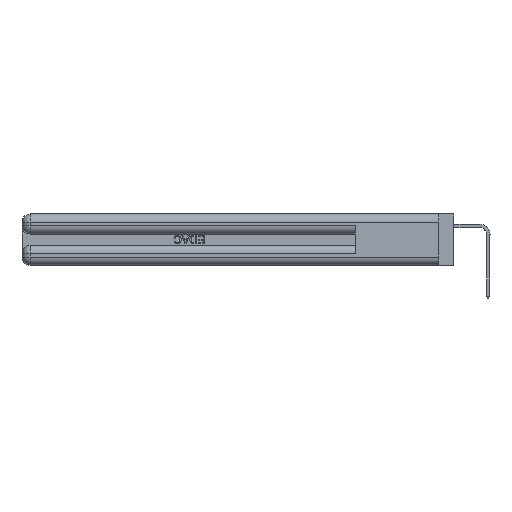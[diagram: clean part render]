
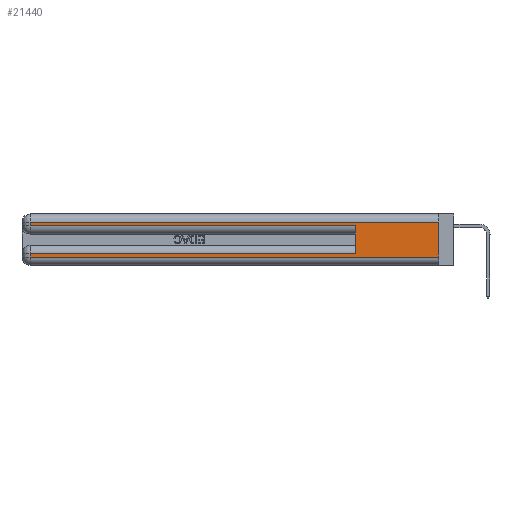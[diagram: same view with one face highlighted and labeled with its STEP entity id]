
A CAD part, left-side view. The second image highlights one B-rep face of the part: STEP entity #21440.
In plain terms, the highlighted planar face has unit normal (-1, 0, 0).
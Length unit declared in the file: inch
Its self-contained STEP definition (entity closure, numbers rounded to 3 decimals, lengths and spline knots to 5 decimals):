
#154 = VECTOR ( 'NONE', #9072, 39.37008 ) ;
#1942 = VECTOR ( 'NONE', #20141, 39.37008 ) ;
#2075 = VECTOR ( 'NONE', #5936, 39.37008 ) ;
#2125 = DIRECTION ( 'NONE',  ( 1., 0., 0. ) ) ;
#3127 = LINE ( 'NONE', #26484, #2075 ) ;
#5583 = CARTESIAN_POINT ( 'NONE',  ( 0., 0., 0.31 ) ) ;
#5762 = CARTESIAN_POINT ( 'NONE',  ( 0., 0.6, 0.285 ) ) ;
#5936 = DIRECTION ( 'NONE',  ( 0., 0., 1. ) ) ;
#6517 = CARTESIAN_POINT ( 'NONE',  ( 0., 2.94, 0.31 ) ) ;
#7119 = DIRECTION ( 'NONE',  ( 0., 0., -1. ) ) ;
#7357 = ORIENTED_EDGE ( 'NONE', *, *, #11604, .F. ) ;
#8611 = DIRECTION ( 'NONE',  ( 0., 0., -1. ) ) ;
#9072 = DIRECTION ( 'NONE',  ( 0., 1., 0. ) ) ;
#9412 = VECTOR ( 'NONE', #16672, 39.37008 ) ;
#9806 = CARTESIAN_POINT ( 'NONE',  ( 0., 0., 0.085 ) ) ;
#10475 = VECTOR ( 'NONE', #44199, 39.37008 ) ;
#11046 = LINE ( 'NONE', #9806, #1942 ) ;
#11408 = ORIENTED_EDGE ( 'NONE', *, *, #12054, .T. ) ;
#11604 = EDGE_CURVE ( 'NONE', #34484, #25768, #37372, .T. ) ;
#12054 = EDGE_CURVE ( 'NONE', #14480, #21356, #11046, .T. ) ;
#12299 = PLANE ( 'NONE',  #24359 ) ;
#12711 = ORIENTED_EDGE ( 'NONE', *, *, #27334, .T. ) ;
#12948 = CARTESIAN_POINT ( 'NONE',  ( 0., 2.94, 0.285 ) ) ;
#14480 = VERTEX_POINT ( 'NONE', #17737 ) ;
#15616 = CARTESIAN_POINT ( 'NONE',  ( 0., 0., 0.37 ) ) ;
#16672 = DIRECTION ( 'NONE',  ( 0., 0., -1. ) ) ;
#17318 = CARTESIAN_POINT ( 'NONE',  ( 0., 0., 0.37 ) ) ;
#17737 = CARTESIAN_POINT ( 'NONE',  ( 0., 0.6, 0.085 ) ) ;
#18509 = LINE ( 'NONE', #33639, #9412 ) ;
#18802 = VERTEX_POINT ( 'NONE', #31599 ) ;
#19221 = VERTEX_POINT ( 'NONE', #12948 ) ;
#19415 = ORIENTED_EDGE ( 'NONE', *, *, #19893, .T. ) ;
#19617 = LINE ( 'NONE', #23692, #10475 ) ;
#19893 = EDGE_CURVE ( 'NONE', #19221, #28737, #19617, .T. ) ;
#20141 = DIRECTION ( 'NONE',  ( 0., 1., 0. ) ) ;
#21356 = VERTEX_POINT ( 'NONE', #39301 ) ;
#21440 = ADVANCED_FACE ( 'NONE', ( #37142 ), #12299, .F. ) ;
#22501 = ORIENTED_EDGE ( 'NONE', *, *, #35322, .T. ) ;
#22546 = ORIENTED_EDGE ( 'NONE', *, *, #42781, .T. ) ;
#22573 = LINE ( 'NONE', #28639, #31703 ) ;
#23692 = CARTESIAN_POINT ( 'NONE',  ( 0., 0., 0.285 ) ) ;
#24359 = AXIS2_PLACEMENT_3D ( 'NONE', #15616, #2125, #26103 ) ;
#25768 = VERTEX_POINT ( 'NONE', #28351 ) ;
#26103 = DIRECTION ( 'NONE',  ( 0., 0., -1. ) ) ;
#26484 = CARTESIAN_POINT ( 'NONE',  ( 0., 0.6, 0.145 ) ) ;
#27172 = VECTOR ( 'NONE', #7119, 39.37008 ) ;
#27334 = EDGE_CURVE ( 'NONE', #30675, #19221, #38895, .T. ) ;
#28351 = CARTESIAN_POINT ( 'NONE',  ( 0., 0., 0.06 ) ) ;
#28639 = CARTESIAN_POINT ( 'NONE',  ( 0., 0., 0.06 ) ) ;
#28737 = VERTEX_POINT ( 'NONE', #5762 ) ;
#30675 = VERTEX_POINT ( 'NONE', #6517 ) ;
#30825 = CARTESIAN_POINT ( 'NONE',  ( 0., 0., 0.31 ) ) ;
#31599 = CARTESIAN_POINT ( 'NONE',  ( 0., 2.94, 0.06 ) ) ;
#31703 = VECTOR ( 'NONE', #35547, 39.37008 ) ;
#32551 = ORIENTED_EDGE ( 'NONE', *, *, #41116, .T. ) ;
#33639 = CARTESIAN_POINT ( 'NONE',  ( 0., 2.94, 0.37 ) ) ;
#34484 = VERTEX_POINT ( 'NONE', #30825 ) ;
#35322 = EDGE_CURVE ( 'NONE', #18802, #25768, #22573, .T. ) ;
#35547 = DIRECTION ( 'NONE',  ( 0., -1., 0. ) ) ;
#35593 = LINE ( 'NONE', #5583, #154 ) ;
#36229 = EDGE_CURVE ( 'NONE', #14480, #28737, #3127, .T. ) ;
#37142 = FACE_OUTER_BOUND ( 'NONE', #40810, .T. ) ;
#37372 = LINE ( 'NONE', #17318, #27172 ) ;
#37818 = VECTOR ( 'NONE', #8611, 39.37008 ) ;
#38895 = LINE ( 'NONE', #39318, #37818 ) ;
#38962 = ORIENTED_EDGE ( 'NONE', *, *, #36229, .F. ) ;
#39301 = CARTESIAN_POINT ( 'NONE',  ( 0., 2.94, 0.085 ) ) ;
#39318 = CARTESIAN_POINT ( 'NONE',  ( 0., 2.94, 0.37 ) ) ;
#40810 = EDGE_LOOP ( 'NONE', ( #7357, #32551, #12711, #19415, #38962, #11408, #22546, #22501 ) ) ;
#41116 = EDGE_CURVE ( 'NONE', #34484, #30675, #35593, .T. ) ;
#42781 = EDGE_CURVE ( 'NONE', #21356, #18802, #18509, .T. ) ;
#44199 = DIRECTION ( 'NONE',  ( 0., -1., 0. ) ) ;
